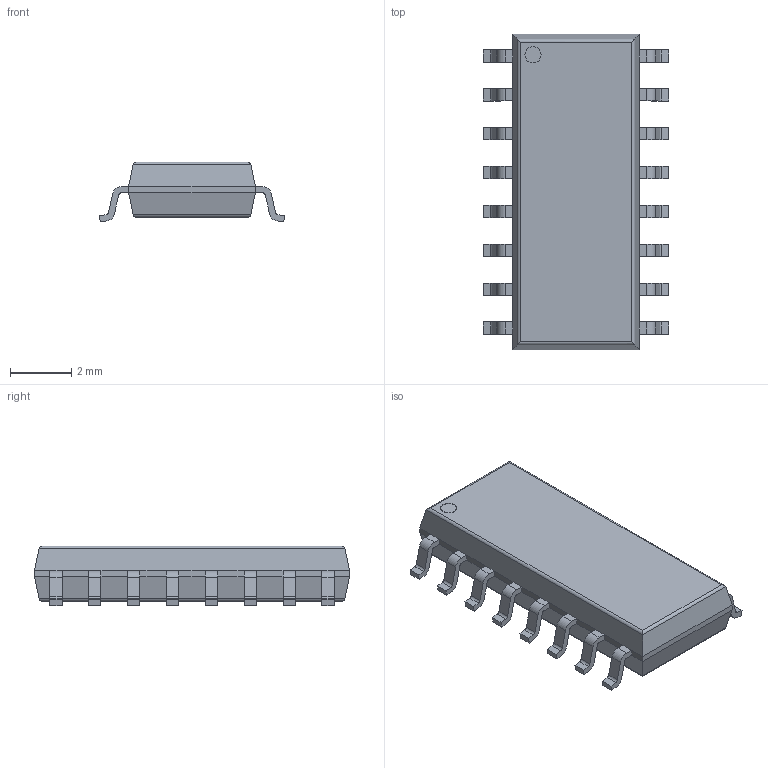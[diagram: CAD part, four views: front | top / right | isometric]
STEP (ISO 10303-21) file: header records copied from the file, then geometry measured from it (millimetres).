
FILE_DESCRIPTION((' '),'2;1');
FILE_NAME( 'SOIC127P600X180-16N.stp', '2023-07-05T15:57:27', (' '), ('--- Datakit www.datakit.com---'), ' Datakit CrossCadWare V2023.2 Mar 22 2023', 'DATAKIT 2023 (c)', ' ');
FILE_SCHEMA(('AP242_MANAGED_MODEL_BASED_3D_ENGINEERING_MIM_LF { 1 0 10303 442 1 1 4 }'));
Length unit declared in the file: millimetre
Products named in the file (1): SOIC127P600X180-16N
Bounding box: 6.06 x 10.3 x 1.95 mm (x, y, z)
Volume: 75 mm3; surface area: 156.8 mm2
Topology: 1 solids, 1 shells, 248 faces, 655 edges, 410 vertices
Faces by surface type: plane 175, cylinder 73
Full cylindrical faces by diameter (mm): 0.527 x1
Entity records: 7822 total; most frequent: CARTESIAN_POINT 1313, ORIENTED_EDGE 1308, DIRECTION 1290, EDGE_CURVE 654, VECTOR 516, LINE 516, VERTEX_POINT 410, AXIS2_PLACEMENT_3D 387
